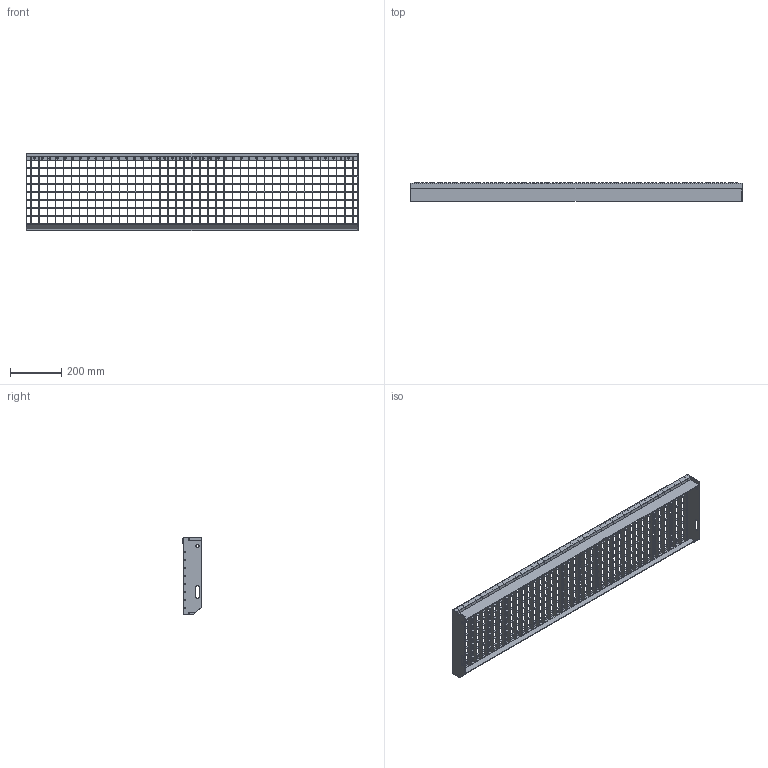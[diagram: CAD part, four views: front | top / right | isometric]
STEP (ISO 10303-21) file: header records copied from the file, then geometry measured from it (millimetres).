
FILE_DESCRIPTION (( 'STEP AP203' ), '1' );
FILE_NAME ('40.1303030.7.step', '2015-10-04T07:12:38', ( '' ), ( '' ), 'SwSTEP 2.0', 'SolidWorks 2015', '' );
FILE_SCHEMA (( 'CONFIG_CONTROL_DESIGN' ));
Length unit declared in the file: millimetre
Products named in the file (1): 40.1303030.7
Bounding box: 1300 x 72.67 x 305 mm (x, y, z)
Volume: 1122556 mm3; surface area: 1333730.2 mm2
Topology: 41 solids, 41 shells, 1143 faces, 2867 edges, 1894 vertices
Faces by surface type: plane 682, cylinder 180, cone 170, bspline 111
Entity records: 40928 total; most frequent: CARTESIAN_POINT 13144, ORIENTED_EDGE 5734, DIRECTION 5427, EDGE_CURVE 2867, VECTOR 1929, LINE 1929, VERTEX_POINT 1894, AXIS2_PLACEMENT_3D 1749
